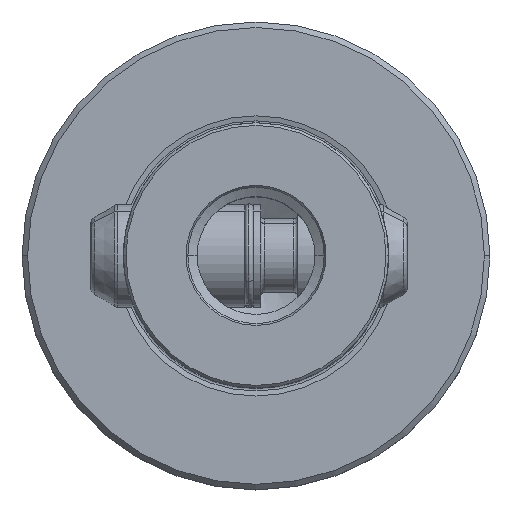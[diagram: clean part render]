
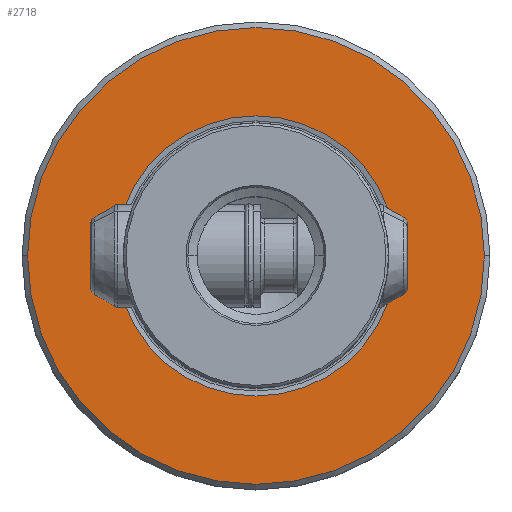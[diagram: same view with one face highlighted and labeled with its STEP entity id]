
A CAD part, top view. The second image highlights one B-rep face of the part: STEP entity #2718.
In plain terms, the highlighted planar face has unit normal (0, 0, 1).
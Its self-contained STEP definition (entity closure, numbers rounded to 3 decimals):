
#1926=EDGE_CURVE('NONE',#3016,#2674,#5471,.T.);
#1950=EDGE_CURVE('NONE',#2674,#3016,#5496,.T.);
#2674=VERTEX_POINT('NONE',#6289);
#2682=VERTEX_POINT('NONE',#6297);
#2718=ADVANCED_FACE('NONE',(#6337,#6338),#6339,.T.);
#3016=VERTEX_POINT('NONE',#6671);
#3066=EDGE_CURVE('NONE',#4220,#2682,#6723,.F.);
#4220=VERTEX_POINT('NONE',#8018);
#5034=EDGE_CURVE('NONE',#2682,#4220,#8924,.T.);
#5471=CIRCLE('',#9679,31.0);
#5496=CIRCLE('',#9748,31.0);
#6289=CARTESIAN_POINT('',(31.0,0.,0.0));
#6297=CARTESIAN_POINT('',(19.012,0.,0.0));
#6337=FACE_OUTER_BOUND('',#22010,.T.);
#6338=FACE_BOUND('',#22011,.T.);
#6339=PLANE('',#22012);
#6671=CARTESIAN_POINT('',(-31.0,0.,0.0));
#6723=CIRCLE('',#28686,19.012);
#8018=CARTESIAN_POINT('',(-19.012,0.,0.0));
#8924=CIRCLE('',#64593,19.012);
#9679=AXIS2_PLACEMENT_3D('',#65965,#65966,#65967);
#9748=AXIS2_PLACEMENT_3D('',#65985,#65986,#65987);
#22010=EDGE_LOOP('',(#66968,#66969));
#22011=EDGE_LOOP('',(#66970,#66971));
#22012=AXIS2_PLACEMENT_3D('',#66972,#66973,#66974);
#28686=AXIS2_PLACEMENT_3D('',#67363,#67364,#67365);
#64593=AXIS2_PLACEMENT_3D('',#70052,#70053,#70054);
#65965=CARTESIAN_POINT('',(0.0,0.0,0.0));
#65966=DIRECTION('',(0.0,0.0,-1.0));
#65967=DIRECTION('',(-1.0,0.,0.0));
#65985=CARTESIAN_POINT('',(0.0,0.0,0.0));
#65986=DIRECTION('',(0.0,0.0,-1.0));
#65987=DIRECTION('',(-1.0,0.,0.0));
#66968=ORIENTED_EDGE('',*,*,#1926,.F.);
#66969=ORIENTED_EDGE('',*,*,#1950,.F.);
#66970=ORIENTED_EDGE('',*,*,#5034,.F.);
#66971=ORIENTED_EDGE('',*,*,#3066,.F.);
#66972=CARTESIAN_POINT('',(-18.0,0.0,0.0));
#66973=DIRECTION('',(0.0,-0.0,1.0));
#66974=DIRECTION('',(0.0,1.0,0.0));
#67363=CARTESIAN_POINT('',(0.0,0.0,0.0));
#67364=DIRECTION('',(0.0,0.0,-1.0));
#67365=DIRECTION('',(1.0,0.,0.0));
#70052=CARTESIAN_POINT('',(0.0,0.0,0.0));
#70053=DIRECTION('',(0.0,0.0,1.0));
#70054=DIRECTION('',(1.0,0.,-0.0));
